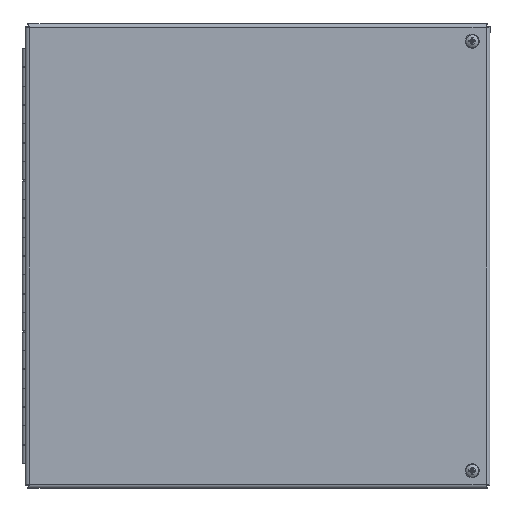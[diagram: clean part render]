
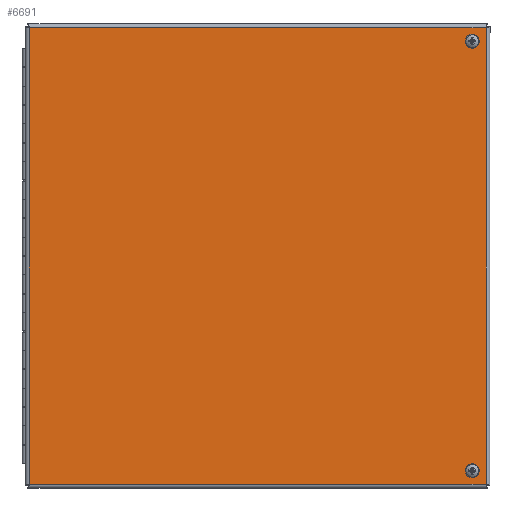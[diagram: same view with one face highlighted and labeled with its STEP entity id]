
A CAD part, top view. The second image highlights one B-rep face of the part: STEP entity #6691.
In plain terms, the highlighted planar face has unit normal (0, 0, 1).
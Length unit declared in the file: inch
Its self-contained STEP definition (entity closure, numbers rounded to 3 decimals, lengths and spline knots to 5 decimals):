
#410=PLANE($,#7232);
#910=LINE($,#11004,#1490);
#926=LINE($,#11106,#1506);
#941=LINE($,#11206,#1521);
#956=LINE($,#11305,#1536);
#1490=VECTOR($,#8672,12.102);
#1506=VECTOR($,#8702,12.102);
#1521=VECTOR($,#8731,12.102);
#1536=VECTOR($,#8760,12.102);
#1742=FACE_BOUND($,#2491,.T.);
#1743=FACE_BOUND($,#2492,.T.);
#1744=FACE_BOUND($,#2493,.T.);
#2491=EDGE_LOOP($,(#5720));
#2492=EDGE_LOOP($,(#5721));
#2493=EDGE_LOOP($,(#5722,#5723,#5724,#5725));
#2770=CIRCLE($,#7200,0.14063);
#2772=CIRCLE($,#7203,0.14063);
#3264=VERTEX_POINT($,#10984);
#3266=VERTEX_POINT($,#10989);
#3269=VERTEX_POINT($,#10995);
#3270=VERTEX_POINT($,#11003);
#3281=VERTEX_POINT($,#11098);
#3291=VERTEX_POINT($,#11198);
#4064=EDGE_CURVE($,#3264,#3264,#2770,.T.);
#4066=EDGE_CURVE($,#3266,#3266,#2772,.T.);
#4069=EDGE_CURVE($,#3270,#3269,#910,.T.);
#4089=EDGE_CURVE($,#3269,#3281,#926,.T.);
#4108=EDGE_CURVE($,#3281,#3291,#941,.T.);
#4127=EDGE_CURVE($,#3291,#3270,#956,.T.);
#5720=ORIENTED_EDGE($,*,*,#4064,.T.);
#5721=ORIENTED_EDGE($,*,*,#4066,.T.);
#5722=ORIENTED_EDGE($,*,*,#4069,.T.);
#5723=ORIENTED_EDGE($,*,*,#4089,.T.);
#5724=ORIENTED_EDGE($,*,*,#4108,.T.);
#5725=ORIENTED_EDGE($,*,*,#4127,.T.);
#6691=ADVANCED_FACE($,(#1742,#1743,#1744),#410,.T.);
#7200=AXIS2_PLACEMENT_3D($,#10985,#8661,#8662);
#7203=AXIS2_PLACEMENT_3D($,#10990,#8667,#8668);
#7232=AXIS2_PLACEMENT_3D($,#11391,#8785,#8786);
#8661=DIRECTION('center_axis',(0.,0.,-1.));
#8662=DIRECTION('ref_axis',(-1.,0.,0.));
#8667=DIRECTION('center_axis',(0.,0.,-1.));
#8668=DIRECTION('ref_axis',(-1.,0.,0.));
#8672=DIRECTION($,(0.,-1.,0.));
#8702=DIRECTION($,(1.,0.,0.));
#8731=DIRECTION($,(0.,1.,0.));
#8760=DIRECTION($,(-1.,0.,0.));
#8785=DIRECTION('center_axis',(0.,0.,1.));
#8786=DIRECTION('ref_axis',(1.,0.,0.));
#10984=CARTESIAN_POINT('',(5.82813,-5.6875,0.074));
#10985=CARTESIAN_POINT('Origin',(5.6875,-5.6875,0.074));
#10989=CARTESIAN_POINT('',(5.82813,5.6875,0.074));
#10990=CARTESIAN_POINT('Origin',(5.6875,5.6875,0.074));
#10995=CARTESIAN_POINT('',(-6.051,-6.051,0.074));
#11003=CARTESIAN_POINT('',(-6.051,6.051,0.074));
#11004=CARTESIAN_POINT($,(-6.051,3.0255,0.074));
#11098=CARTESIAN_POINT('',(6.051,-6.051,0.074));
#11106=CARTESIAN_POINT($,(-3.0255,-6.051,0.074));
#11198=CARTESIAN_POINT('',(6.051,6.051,0.074));
#11206=CARTESIAN_POINT($,(6.051,-3.0255,0.074));
#11305=CARTESIAN_POINT($,(3.0255,6.051,0.074));
#11391=CARTESIAN_POINT('Origin',(0.,0.,
0.074));
